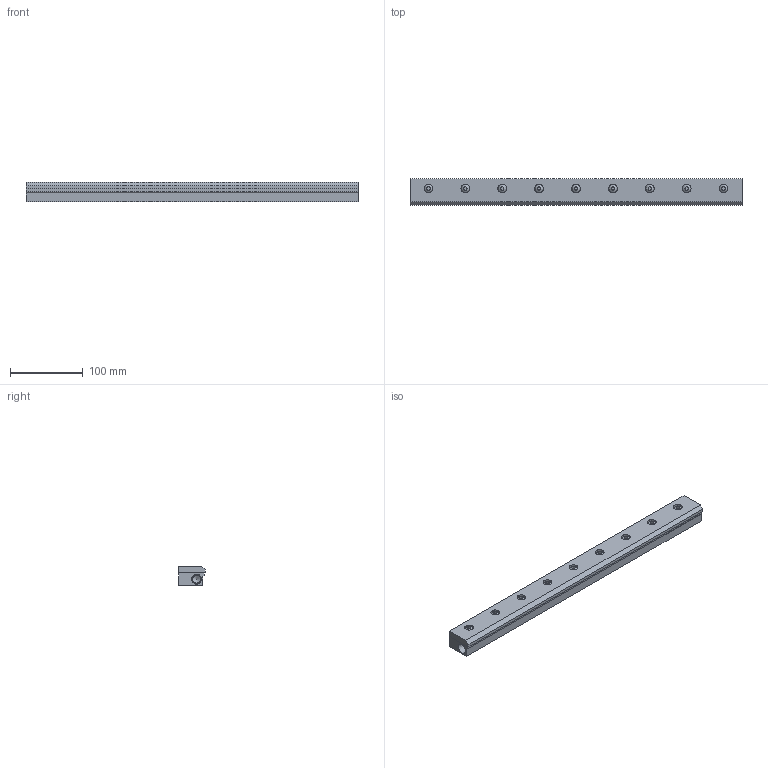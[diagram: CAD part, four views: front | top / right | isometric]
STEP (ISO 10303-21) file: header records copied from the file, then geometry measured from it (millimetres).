
FILE_DESCRIPTION((''),'2;1');
FILE_NAME('110018ss.stp','2007-10-31T09:11:28',('Dan Preston'),(''),'Autodesk Inventor 2008','Autodesk Inventor 2008','');
FILE_SCHEMA(('AUTOMOTIVE_DESIGN { 1 0 10303 214 1 1 1 1 }'));
Length unit declared in the file: inch
Products named in the file (12): 110018ss; 110018ss1; 110018ss2; 110018ss3; 110018ss4; 110018ss5; 110018ss6; 110018ss7; 110018ss8; 110018ss9; 110018ss10; 110018ss11
Assembly tree (11 placements, depth 2):
  110018ss
    110018ss1
    110018ss2
    110018ss3
    110018ss4
    110018ss5
    110018ss6
    110018ss7
    110018ss8
    110018ss9
    110018ss10
    110018ss11
Bounding box: 457.2 x 36.51 x 26.2 mm (x, y, z)
Volume: 400447.3 mm3; surface area: 101552.8 mm2
Topology: 11 solids, 11 shells, 193 faces, 419 edges, 279 vertices
Faces by surface type: plane 117, cylinder 48, cone 15, bspline 13
Full cylindrical faces by diameter (mm): 5.182 x9, 6.35 x9, 7.163 x9, 10.999 x3, 11.1 x9, 12.065 x9
Entity records: 5544 total; most frequent: CARTESIAN_POINT 1243, DIRECTION 853, ORIENTED_EDGE 642, EDGE_LOOP 339, AXIS2_PLACEMENT_3D 329, EDGE_CURVE 321, VERTEX_POINT 256, VECTOR 195
